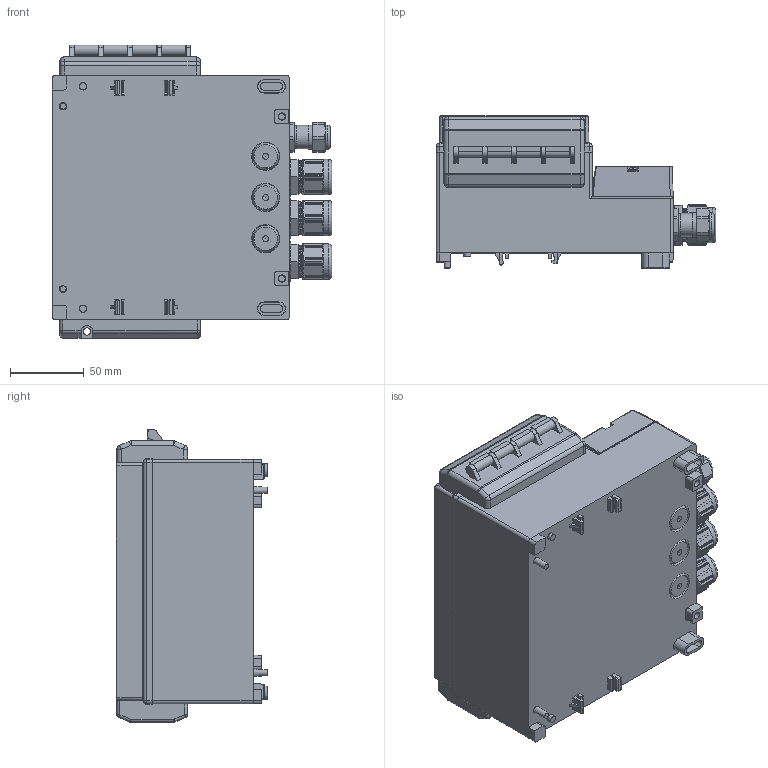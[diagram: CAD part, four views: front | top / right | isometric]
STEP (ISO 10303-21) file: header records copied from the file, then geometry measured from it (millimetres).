
FILE_DESCRIPTION(/* description */ (''),/* implementation_level */ '2;1');
FILE_NAME(/* name */ 'Flowmeter_plastic_corps.step',/* time_stamp */ '2023-10-05T09:52:39+03:00',/* author */ (''),/* organization */ (''),/* preprocessor_version */ 'ST-DEVELOPER v20',/* originating_system */ 'Autodesk Translation Framework v12.14.0.127',/* authorisation */ '');
FILE_SCHEMA (('AUTOMOTIVE_DESIGN { 1 0 10303 214 3 1 1 }','INTEGRATED_CNC_SCHEMA'));
Products named in the file (2): Flowmeter_plastic_corps; Flowmeter_corps
Assembly tree (1 placements, depth 2):
  Flowmeter_plastic_corps
    Flowmeter_corps
Bounding box: 190 x 103 x 199.5 mm (x, y, z)
Volume: 2200389.9 mm3; surface area: 221747.7 mm2
Topology: 1 solids, 30 shells, 2939 faces, 8249 edges, 5417 vertices
Faces by surface type: plane 2221, cylinder 374, cone 172, bspline 112, torus 33, sphere 27
Full cylindrical faces by diameter (mm): 2.5 x8, 3 x3, 3.5 x4, 4.5 x2, 5 x2, 5.1 x4, 5.5 x2, 7 x4, 7.5 x1, 7.6 x4, 10 x2, 14 x3, 15.2 x2, 16 x1, 16.5 x2, 18.4 x1, 20 x5, 21 x15, 22 x6, 24 x3, 27 x3
Entity records: 133266 total; most frequent: CARTESIAN_POINT 59744, ORIENTED_EDGE 16490, DIRECTION 13761, EDGE_CURVE 8245, LINE 5505, VECTOR 5505, VERTEX_POINT 5417, AXIS2_PLACEMENT_3D 4128
